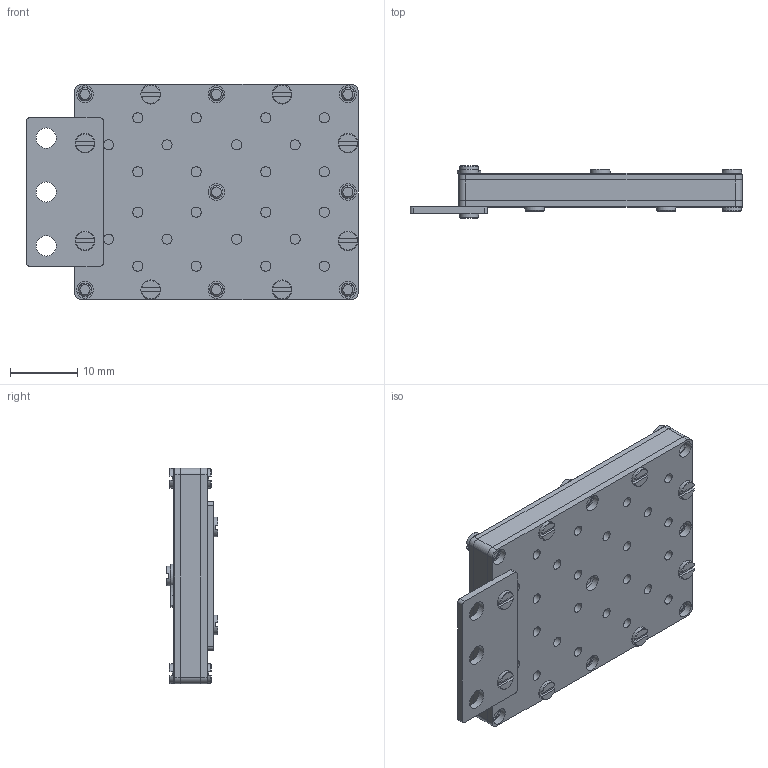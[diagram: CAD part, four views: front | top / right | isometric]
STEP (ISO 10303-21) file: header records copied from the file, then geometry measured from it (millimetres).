
FILE_DESCRIPTION(/* description */ (''),/* implementation_level */ '2;1');
FILE_NAME(/* name */ 'FAT Capsule R v9.step',/* time_stamp */ '2016-02-27T02:44:48+01:00',/* author */ (''),/* organization */ (''),/* preprocessor_version */ 'ST-DEVELOPER v16.2',/* originating_system */ 'Autodesk Translation Framework v4.3.0.3010',/* authorisation */ '');
FILE_SCHEMA (('AUTOMOTIVE_DESIGN { 1 0 10303 214 3 1 1 }'));
Length unit declared in the file: centimetre
Products named in the file (9): FAT Capsule R v9; top clamp (brass); base (POM); back electrode (7075); diaphragm; top screws; bottom screws2; mounting plate; wire connector
Assembly tree (8 placements, depth 2):
  FAT Capsule R v9
    top clamp (brass)
    base (POM)
    back electrode (7075)
    diaphragm
    top screws
    bottom screws2
    mounting plate
    wire connector
Bounding box: 49.25 x 7.7 x 32 mm (x, y, z)
Volume: 5485.5 mm3; surface area: 11447.2 mm2
Topology: 23 solids, 23 shells, 561 faces, 1336 edges, 866 vertices
Faces by surface type: plane 273, cylinder 198, cone 90
Full cylindrical faces by diameter (mm): 1.5 x48, 1.9 x17, 2 x35, 2.5 x11, 2.9 x17, 3 x3
Entity records: 15623 total; most frequent: DIRECTION 2769, CARTESIAN_POINT 2690, ORIENTED_EDGE 2292, EDGE_CURVE 1146, AXIS2_PLACEMENT_3D 1115, EDGE_LOOP 916, VERTEX_POINT 824, FACE_OUTER_BOUND 561
